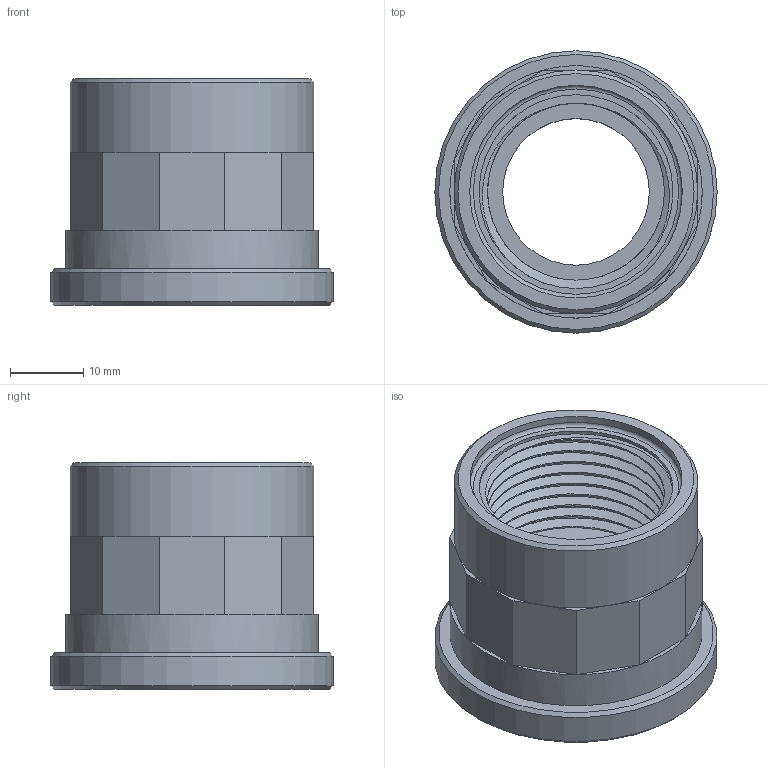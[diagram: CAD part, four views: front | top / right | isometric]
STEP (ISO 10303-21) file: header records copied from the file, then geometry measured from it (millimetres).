
FILE_DESCRIPTION(/* description */ (''),/* implementation_level */ '2;1');
FILE_NAME(/* name */ 'AF0600.EIG.025.step',/* time_stamp */ '2026-01-07T09:35:21+01:00',/* author */ (''),/* organization */ (''),/* preprocessor_version */ 'ST-DEVELOPER v20.1',/* originating_system */ 'Autodesk Translation Framework v14.21.0.0',/* authorisation */ '');
FILE_SCHEMA (('AUTOMOTIVE_DESIGN { 1 0 10303 214 3 1 1 }'));
Length unit declared in the file: millimetre
Products named in the file (1): 2026-01-07-08-32-19-961
Bounding box: 38.5 x 38.5 x 30.9 mm (x, y, z)
Volume: 15407.3 mm3; surface area: 8144.9 mm2
Topology: 1 solids, 1 shells, 61 faces, 150 edges, 95 vertices
Faces by surface type: plane 31, cylinder 24, cone 3, bspline 2, torus 1
Full cylindrical faces by diameter (mm): 20 x1, 24.117 x8, 26.441 x8, 29 x1, 33.2 x1, 34.4 x1, 38.5 x1
Entity records: 6577 total; most frequent: CARTESIAN_POINT 5152, ORIENTED_EDGE 300, DIRECTION 262, EDGE_CURVE 150, VERTEX_POINT 95, AXIS2_PLACEMENT_3D 94, LINE 74, VECTOR 74
